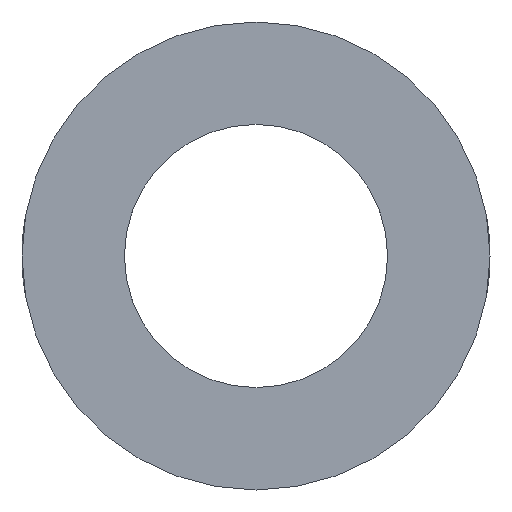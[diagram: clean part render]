
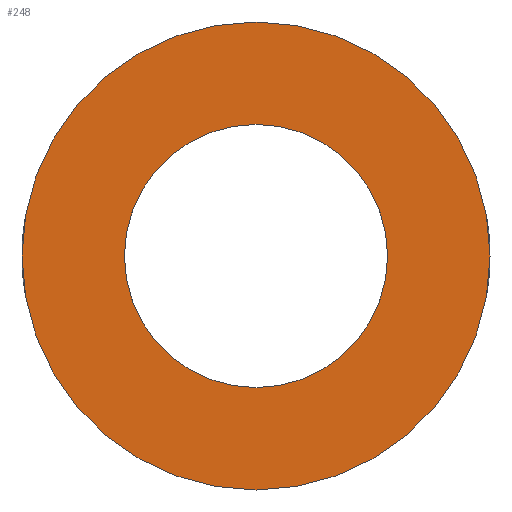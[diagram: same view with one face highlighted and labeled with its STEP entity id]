
A CAD part, front view. The second image highlights one B-rep face of the part: STEP entity #248.
In plain terms, the highlighted planar face has unit normal (0, -1, 0).
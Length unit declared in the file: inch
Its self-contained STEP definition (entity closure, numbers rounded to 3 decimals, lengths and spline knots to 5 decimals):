
#16=PLANE('',#280);
#22=FACE_BOUND('',#48,.T.);
#24=CIRCLE('',#275,0.5625);
#26=CIRCLE('',#278,1.);
#34=FACE_OUTER_BOUND('',#47,.T.);
#47=EDGE_LOOP('',(#233));
#48=EDGE_LOOP('',(#234));
#118=VERTEX_POINT('',#659);
#120=VERTEX_POINT('',#667);
#153=EDGE_CURVE('',#118,#118,#24,.T.);
#158=EDGE_CURVE('',#120,#120,#26,.T.);
#233=ORIENTED_EDGE('',*,*,#158,.F.);
#234=ORIENTED_EDGE('',*,*,#153,.F.);
#248=ADVANCED_FACE('',(#34,#22),#16,.F.);
#275=AXIS2_PLACEMENT_3D('',#661,#302,#303);
#278=AXIS2_PLACEMENT_3D('',#669,#311,#312);
#280=AXIS2_PLACEMENT_3D('',#671,#315,#316);
#302=DIRECTION('center_axis',(0.,-1.,0.));
#303=DIRECTION('ref_axis',(1.,0.,0.));
#311=DIRECTION('center_axis',(0.,1.,0.));
#312=DIRECTION('ref_axis',(-1.,0.,0.));
#315=DIRECTION('center_axis',(0.,1.,0.));
#316=DIRECTION('ref_axis',(0.,0.,1.));
#659=CARTESIAN_POINT('',(-0.5625,0.,0.));
#661=CARTESIAN_POINT('Origin',(0.,0.,0.));
#667=CARTESIAN_POINT('',(1.,0.,0.));
#669=CARTESIAN_POINT('Origin',(0.,0.,0.));
#671=CARTESIAN_POINT('Origin',(0.,0.,0.));
